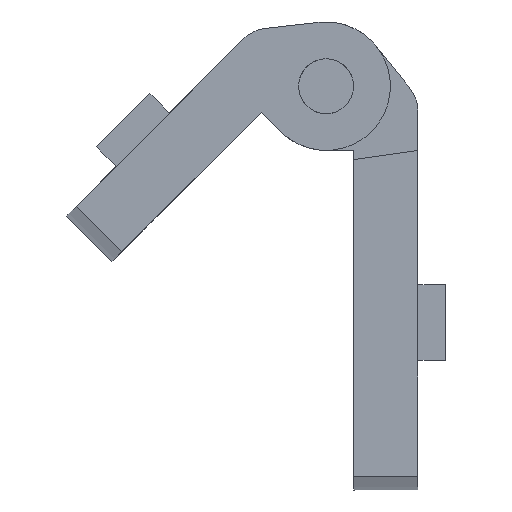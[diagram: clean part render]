
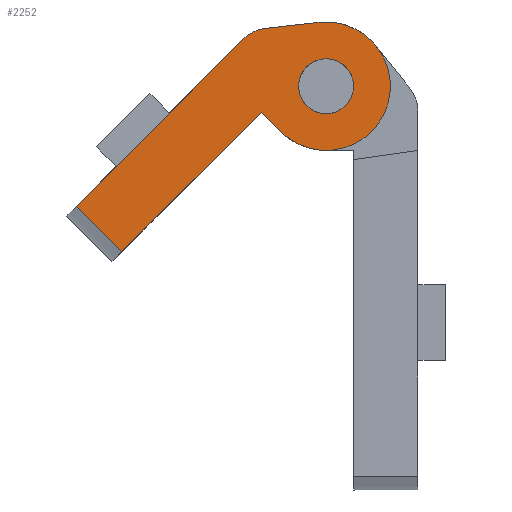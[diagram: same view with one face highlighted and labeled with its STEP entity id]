
A CAD part, left-side view. The second image highlights one B-rep face of the part: STEP entity #2252.
In plain terms, the highlighted face is planar.
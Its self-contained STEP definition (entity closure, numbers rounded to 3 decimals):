
#7 = DIRECTION ( 'NONE',  ( 0., 0., 1. ) ) ;
#51 = ORIENTED_EDGE ( 'NONE', *, *, #202, .T. ) ;
#75 = DIRECTION ( 'NONE',  ( 1., 0., 0. ) ) ;
#151 = CIRCLE ( 'NONE', #1879, 4. ) ;
#202 = EDGE_CURVE ( 'NONE', #2770, #707, #234, .T. ) ;
#209 = VECTOR ( 'NONE', #1928, 1000. ) ;
#212 = CARTESIAN_POINT ( 'NONE',  ( 35.5, -18., 25. ) ) ;
#234 = LINE ( 'NONE', #1638, #209 ) ;
#361 = CARTESIAN_POINT ( 'NONE',  ( 9.702, 0., 25. ) ) ;
#380 = EDGE_CURVE ( 'NONE', #1886, #1519, #151, .T. ) ;
#398 = DIRECTION ( 'NONE',  ( 1., 0., 0. ) ) ;
#418 = ORIENTED_EDGE ( 'NONE', *, *, #2848, .F. ) ;
#433 = ORIENTED_EDGE ( 'NONE', *, *, #2199, .T. ) ;
#466 = CARTESIAN_POINT ( 'NONE',  ( 7., 10., 25. ) ) ;
#471 = ORIENTED_EDGE ( 'NONE', *, *, #2026, .T. ) ;
#497 = DIRECTION ( 'NONE',  ( 1., 0., 0. ) ) ;
#525 = EDGE_LOOP ( 'NONE', ( #471, #1186, #2356, #51, #1719, #433, #1819, #987 ) ) ;
#528 = CARTESIAN_POINT ( 'NONE',  ( 35.5, 0., 25. ) ) ;
#555 = VECTOR ( 'NONE', #2976, 1000. ) ;
#611 = CIRCLE ( 'NONE', #2570, 7. ) ;
#644 = VERTEX_POINT ( 'NONE', #1454 ) ;
#651 = DIRECTION ( 'NONE',  ( 0.781, -0.624, 0. ) ) ;
#707 = VERTEX_POINT ( 'NONE', #3412 ) ;
#754 = AXIS2_PLACEMENT_3D ( 'NONE', #466, #1334, #3517 ) ;
#755 = CARTESIAN_POINT ( 'NONE',  ( 10., 10., 25. ) ) ;
#981 = VECTOR ( 'NONE', #2467, 1000. ) ;
#987 = ORIENTED_EDGE ( 'NONE', *, *, #380, .T. ) ;
#1016 = VERTEX_POINT ( 'NONE', #1697 ) ;
#1064 = CARTESIAN_POINT ( 'NONE',  ( 7., 10., 25. ) ) ;
#1077 = CARTESIAN_POINT ( 'NONE',  ( 7.205, 0.875, 25. ) ) ;
#1137 = AXIS2_PLACEMENT_3D ( 'NONE', #1826, #2911, #398 ) ;
#1159 = FACE_OUTER_BOUND ( 'NONE', #525, .T. ) ;
#1186 = ORIENTED_EDGE ( 'NONE', *, *, #1239, .T. ) ;
#1193 = AXIS2_PLACEMENT_3D ( 'NONE', #2265, #3279, #1950 ) ;
#1239 = EDGE_CURVE ( 'NONE', #3422, #1016, #2408, .T. ) ;
#1334 = DIRECTION ( 'NONE',  ( 0., 0., 1. ) ) ;
#1389 = DIRECTION ( 'NONE',  ( 1., 0., 0. ) ) ;
#1432 = AXIS2_PLACEMENT_3D ( 'NONE', #2757, #7, #1389 ) ;
#1454 = CARTESIAN_POINT ( 'NONE',  ( 2.63, 4.532, 25. ) ) ;
#1473 = DIRECTION ( 'NONE',  ( 0., 0., 1. ) ) ;
#1477 = LINE ( 'NONE', #2581, #981 ) ;
#1511 = EDGE_CURVE ( 'NONE', #707, #3129, #3321, .T. ) ;
#1519 = VERTEX_POINT ( 'NONE', #1544 ) ;
#1544 = CARTESIAN_POINT ( 'NONE',  ( 9.702, 0., 25. ) ) ;
#1638 = CARTESIAN_POINT ( 'NONE',  ( 14., 10., 25. ) ) ;
#1697 = CARTESIAN_POINT ( 'NONE',  ( 35.5, 7., 25. ) ) ;
#1719 = ORIENTED_EDGE ( 'NONE', *, *, #1511, .T. ) ;
#1748 = CARTESIAN_POINT ( 'NONE',  ( 14., 7., 25. ) ) ;
#1819 = ORIENTED_EDGE ( 'NONE', *, *, #2769, .T. ) ;
#1826 = CARTESIAN_POINT ( 'NONE',  ( 7., 10., 25. ) ) ;
#1848 = CIRCLE ( 'NONE', #754, 3. ) ;
#1879 = AXIS2_PLACEMENT_3D ( 'NONE', #2832, #1473, #75 ) ;
#1886 = VERTEX_POINT ( 'NONE', #1077 ) ;
#1928 = DIRECTION ( 'NONE',  ( 0., 1., 0. ) ) ;
#1950 = DIRECTION ( 'NONE',  ( 1., 0., 0. ) ) ;
#1962 = CARTESIAN_POINT ( 'NONE',  ( 0., 10., 25. ) ) ;
#2026 = EDGE_CURVE ( 'NONE', #1519, #3422, #3071, .T. ) ;
#2199 = EDGE_CURVE ( 'NONE', #3129, #644, #611, .T. ) ;
#2240 = VECTOR ( 'NONE', #2329, 1000. ) ;
#2252 = ADVANCED_FACE ( 'NONE', ( #3002, #1159 ), #2488, .T. ) ;
#2265 = CARTESIAN_POINT ( 'NONE',  ( 7., 10., 25. ) ) ;
#2329 = DIRECTION ( 'NONE',  ( 1., 0., 0. ) ) ;
#2356 = ORIENTED_EDGE ( 'NONE', *, *, #2786, .T. ) ;
#2408 = LINE ( 'NONE', #212, #555 ) ;
#2467 = DIRECTION ( 'NONE',  ( -1., 0., 0. ) ) ;
#2488 = PLANE ( 'NONE',  #1193 ) ;
#2570 = AXIS2_PLACEMENT_3D ( 'NONE', #1064, #2916, #497 ) ;
#2581 = CARTESIAN_POINT ( 'NONE',  ( 37., 7., 25. ) ) ;
#2757 = CARTESIAN_POINT ( 'NONE',  ( 7., 10., 25. ) ) ;
#2769 = EDGE_CURVE ( 'NONE', #644, #1886, #3396, .T. ) ;
#2770 = VERTEX_POINT ( 'NONE', #1748 ) ;
#2786 = EDGE_CURVE ( 'NONE', #1016, #2770, #1477, .T. ) ;
#2798 = EDGE_LOOP ( 'NONE', ( #3148, #418 ) ) ;
#2832 = CARTESIAN_POINT ( 'NONE',  ( 9.702, 4., 25. ) ) ;
#2848 = EDGE_CURVE ( 'NONE', #3487, #3407, #1848, .T. ) ;
#2911 = DIRECTION ( 'NONE',  ( 0., 0., 1. ) ) ;
#2916 = DIRECTION ( 'NONE',  ( 0., 0., 1. ) ) ;
#2976 = DIRECTION ( 'NONE',  ( 0., 1., 0. ) ) ;
#3002 = FACE_BOUND ( 'NONE', #2798, .T. ) ;
#3041 = CIRCLE ( 'NONE', #1432, 3. ) ;
#3071 = LINE ( 'NONE', #361, #2240 ) ;
#3103 = EDGE_CURVE ( 'NONE', #3407, #3487, #3041, .T. ) ;
#3118 = CARTESIAN_POINT ( 'NONE',  ( 7.205, 0.875, 25. ) ) ;
#3129 = VERTEX_POINT ( 'NONE', #1962 ) ;
#3148 = ORIENTED_EDGE ( 'NONE', *, *, #3103, .F. ) ;
#3170 = VECTOR ( 'NONE', #651, 1000. ) ;
#3279 = DIRECTION ( 'NONE',  ( 0., 0., 1. ) ) ;
#3321 = CIRCLE ( 'NONE', #1137, 7. ) ;
#3396 = LINE ( 'NONE', #3118, #3170 ) ;
#3407 = VERTEX_POINT ( 'NONE', #3525 ) ;
#3412 = CARTESIAN_POINT ( 'NONE',  ( 14., 10., 25. ) ) ;
#3422 = VERTEX_POINT ( 'NONE', #528 ) ;
#3487 = VERTEX_POINT ( 'NONE', #755 ) ;
#3517 = DIRECTION ( 'NONE',  ( 1., 0., 0. ) ) ;
#3525 = CARTESIAN_POINT ( 'NONE',  ( 4., 10., 25. ) ) ;
